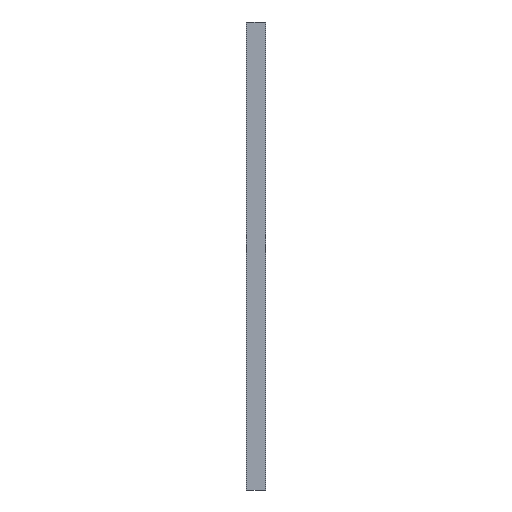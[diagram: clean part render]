
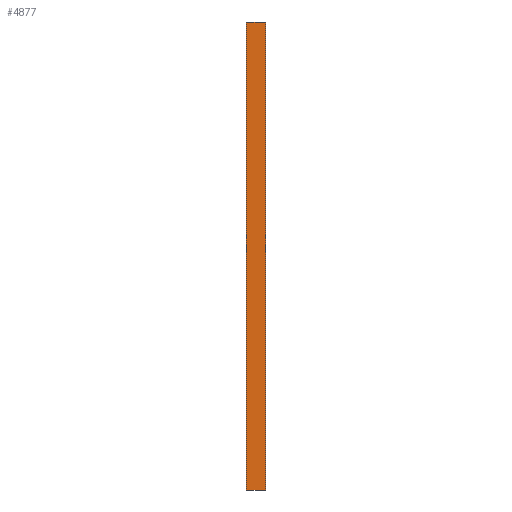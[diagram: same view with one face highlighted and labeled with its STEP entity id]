
A CAD part, left-side view. The second image highlights one B-rep face of the part: STEP entity #4877.
In plain terms, the highlighted planar face has unit normal (-1, 0, 0).
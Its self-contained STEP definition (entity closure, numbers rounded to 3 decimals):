
#219 = EDGE_CURVE ( 'NONE', #3545, #1533, #2199, .T. ) ;
#315 = CARTESIAN_POINT ( 'NONE',  ( -20.5, 41., 0. ) ) ;
#318 = EDGE_CURVE ( 'NONE', #2563, #4817, #3834, .T. ) ;
#319 = CARTESIAN_POINT ( 'NONE',  ( -20.5, 4.5, 0. ) ) ;
#396 = VECTOR ( 'NONE', #2827, 1000. ) ;
#617 = LINE ( 'NONE', #4836, #2416 ) ;
#660 = CARTESIAN_POINT ( 'NONE',  ( -20.5, 38.5, 0. ) ) ;
#693 = EDGE_CURVE ( 'NONE', #2563, #1450, #4179, .T. ) ;
#708 = EDGE_CURVE ( 'NONE', #3512, #2498, #3077, .T. ) ;
#1031 = CARTESIAN_POINT ( 'NONE',  ( -20.5, 0., 1000. ) ) ;
#1367 = DIRECTION ( 'NONE',  ( 0., 1., 0. ) ) ;
#1381 = VECTOR ( 'NONE', #1742, 1000. ) ;
#1424 = VECTOR ( 'NONE', #1367, 1000. ) ;
#1450 = VERTEX_POINT ( 'NONE', #1597 ) ;
#1528 = DIRECTION ( 'NONE',  ( 1., 0., 0. ) ) ;
#1533 = VERTEX_POINT ( 'NONE', #3568 ) ;
#1546 = LINE ( 'NONE', #2573, #1424 ) ;
#1565 = ORIENTED_EDGE ( 'NONE', *, *, #2240, .T. ) ;
#1597 = CARTESIAN_POINT ( 'NONE',  ( -20.5, 41., 1000. ) ) ;
#1742 = DIRECTION ( 'NONE',  ( 0., -1., 0. ) ) ;
#1750 = DIRECTION ( 'NONE',  ( 0., -1., 0. ) ) ;
#1835 = DIRECTION ( 'NONE',  ( 0., 0., -1. ) ) ;
#1966 = EDGE_CURVE ( 'NONE', #4817, #3545, #4165, .T. ) ;
#1988 = LINE ( 'NONE', #2921, #1381 ) ;
#2199 = LINE ( 'NONE', #2538, #3301 ) ;
#2240 = EDGE_CURVE ( 'NONE', #2498, #1533, #1988, .T. ) ;
#2337 = DIRECTION ( 'NONE',  ( 0., 0., -1. ) ) ;
#2389 = CARTESIAN_POINT ( 'NONE',  ( -20.5, 4.5, 1000. ) ) ;
#2416 = VECTOR ( 'NONE', #1835, 1000. ) ;
#2462 = ORIENTED_EDGE ( 'NONE', *, *, #318, .F. ) ;
#2498 = VERTEX_POINT ( 'NONE', #4437 ) ;
#2538 = CARTESIAN_POINT ( 'NONE',  ( -20.5, 0., 1000. ) ) ;
#2563 = VERTEX_POINT ( 'NONE', #2685 ) ;
#2573 = CARTESIAN_POINT ( 'NONE',  ( -20.5, 4.5, 0. ) ) ;
#2611 = ORIENTED_EDGE ( 'NONE', *, *, #708, .T. ) ;
#2628 = FACE_OUTER_BOUND ( 'NONE', #3530, .T. ) ;
#2685 = CARTESIAN_POINT ( 'NONE',  ( -20.5, 38.5, 1000. ) ) ;
#2827 = DIRECTION ( 'NONE',  ( 0., 1., 0. ) ) ;
#2875 = ORIENTED_EDGE ( 'NONE', *, *, #219, .F. ) ;
#2921 = CARTESIAN_POINT ( 'NONE',  ( -20.5, 0., 0. ) ) ;
#3003 = EDGE_CURVE ( 'NONE', #1450, #4100, #617, .T. ) ;
#3077 = LINE ( 'NONE', #319, #4126 ) ;
#3301 = VECTOR ( 'NONE', #3559, 1000. ) ;
#3414 = VECTOR ( 'NONE', #1750, 1000. ) ;
#3512 = VERTEX_POINT ( 'NONE', #660 ) ;
#3530 = EDGE_LOOP ( 'NONE', ( #2611, #1565, #2875, #4173, #2462, #3884, #3858, #4267 ) ) ;
#3545 = VERTEX_POINT ( 'NONE', #1031 ) ;
#3559 = DIRECTION ( 'NONE',  ( 0., 0., -1. ) ) ;
#3568 = CARTESIAN_POINT ( 'NONE',  ( -20.5, 0., 0. ) ) ;
#3595 = CARTESIAN_POINT ( 'NONE',  ( -20.5, 4.5, 1000. ) ) ;
#3628 = VECTOR ( 'NONE', #4246, 1000. ) ;
#3834 = LINE ( 'NONE', #3595, #3414 ) ;
#3858 = ORIENTED_EDGE ( 'NONE', *, *, #3003, .T. ) ;
#3884 = ORIENTED_EDGE ( 'NONE', *, *, #693, .T. ) ;
#3937 = EDGE_CURVE ( 'NONE', #3512, #4100, #1546, .T. ) ;
#4100 = VERTEX_POINT ( 'NONE', #315 ) ;
#4126 = VECTOR ( 'NONE', #4837, 1000. ) ;
#4165 = LINE ( 'NONE', #4872, #3628 ) ;
#4173 = ORIENTED_EDGE ( 'NONE', *, *, #1966, .F. ) ;
#4179 = LINE ( 'NONE', #4293, #396 ) ;
#4246 = DIRECTION ( 'NONE',  ( 0., -1., 0. ) ) ;
#4267 = ORIENTED_EDGE ( 'NONE', *, *, #3937, .F. ) ;
#4293 = CARTESIAN_POINT ( 'NONE',  ( -20.5, 41., 1000. ) ) ;
#4437 = CARTESIAN_POINT ( 'NONE',  ( -20.5, 4.5, 0. ) ) ;
#4620 = PLANE ( 'NONE',  #4790 ) ;
#4790 = AXIS2_PLACEMENT_3D ( 'NONE', #2389, #1528, #2337 ) ;
#4817 = VERTEX_POINT ( 'NONE', #4878 ) ;
#4836 = CARTESIAN_POINT ( 'NONE',  ( -20.5, 41., 1000. ) ) ;
#4837 = DIRECTION ( 'NONE',  ( 0., -1., 0. ) ) ;
#4872 = CARTESIAN_POINT ( 'NONE',  ( -20.5, 4.5, 1000. ) ) ;
#4877 = ADVANCED_FACE ( 'NONE', ( #2628 ), #4620, .F. ) ;
#4878 = CARTESIAN_POINT ( 'NONE',  ( -20.5, 4.5, 1000. ) ) ;
